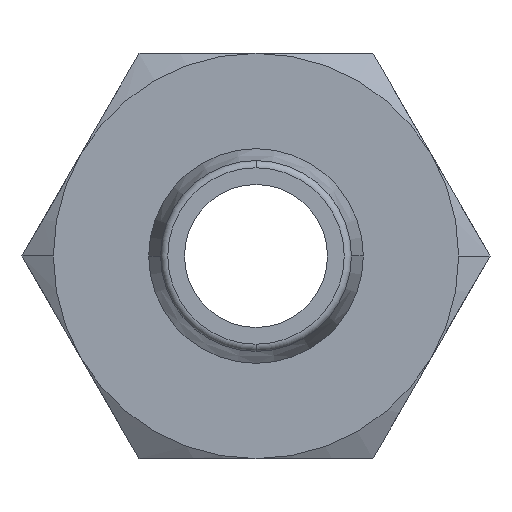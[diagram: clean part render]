
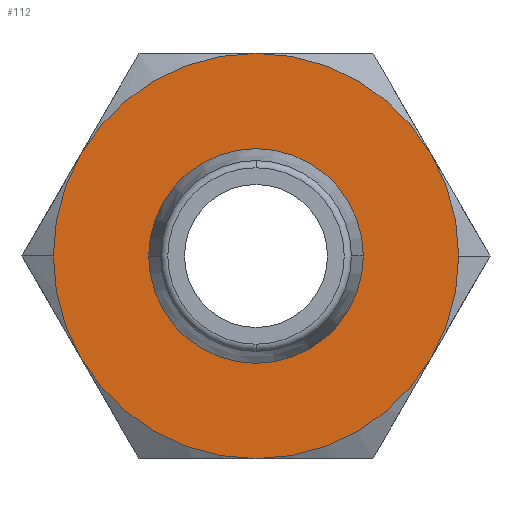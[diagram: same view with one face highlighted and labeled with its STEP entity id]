
A CAD part, front view. The second image highlights one B-rep face of the part: STEP entity #112.
In plain terms, the highlighted planar face has unit normal (0, -1, 0).
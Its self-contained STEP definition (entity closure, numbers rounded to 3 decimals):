
#112=ADVANCED_FACE('',(#240,#241),#242,.T.);
#240=FACE_OUTER_BOUND('',#383,.T.);
#241=FACE_BOUND('',#384,.T.);
#242=PLANE('',#385);
#383=EDGE_LOOP('',(#630,#631,#632,#633,#634,#635,#636,#637));
#384=EDGE_LOOP('',(#638,#639));
#385=AXIS2_PLACEMENT_3D('',#640,#641,#642);
#630=ORIENTED_EDGE('',*,*,#844,.T.);
#631=ORIENTED_EDGE('',*,*,#911,.T.);
#632=ORIENTED_EDGE('',*,*,#849,.T.);
#633=ORIENTED_EDGE('',*,*,#820,.T.);
#634=ORIENTED_EDGE('',*,*,#835,.T.);
#635=ORIENTED_EDGE('',*,*,#905,.T.);
#636=ORIENTED_EDGE('',*,*,#912,.T.);
#637=ORIENTED_EDGE('',*,*,#913,.T.);
#638=ORIENTED_EDGE('',*,*,#895,.F.);
#639=ORIENTED_EDGE('',*,*,#863,.F.);
#640=CARTESIAN_POINT('',(-4.25,14.0,0.0));
#641=DIRECTION('',(0.,-1.0,0.0));
#642=DIRECTION('',(-1.0,0.,0.0));
#820=EDGE_CURVE('',#961,#959,#962,.T.);
#835=EDGE_CURVE('',#959,#985,#988,.T.);
#844=EDGE_CURVE('',#1003,#1001,#1004,.T.);
#849=EDGE_CURVE('',#1007,#961,#1011,.T.);
#863=EDGE_CURVE('',#1031,#1033,#1034,.T.);
#895=EDGE_CURVE('',#1033,#1031,#1081,.T.);
#905=EDGE_CURVE('',#985,#1013,#1091,.T.);
#911=EDGE_CURVE('',#1001,#1007,#1097,.T.);
#912=EDGE_CURVE('',#1013,#1098,#1099,.T.);
#913=EDGE_CURVE('',#1098,#1003,#1100,.T.);
#959=VERTEX_POINT('',#1153);
#961=VERTEX_POINT('',#1166);
#962=CIRCLE('',#1167,8.5);
#985=VERTEX_POINT('',#1205);
#988=CIRCLE('',#1209,8.5);
#1001=VERTEX_POINT('',#1235);
#1003=VERTEX_POINT('',#1238);
#1004=CIRCLE('',#1239,8.5);
#1007=VERTEX_POINT('',#1253);
#1011=CIRCLE('',#1279,8.5);
#1013=VERTEX_POINT('',#1281);
#1031=VERTEX_POINT('',#1326);
#1033=VERTEX_POINT('',#1329);
#1034=CIRCLE('',#1330,4.5);
#1081=CIRCLE('',#1391,4.5);
#1091=CIRCLE('',#1403,8.5);
#1097=CIRCLE('',#1411,8.5);
#1098=VERTEX_POINT('',#1412);
#1099=CIRCLE('',#1413,8.5);
#1100=CIRCLE('',#1414,8.5);
#1153=CARTESIAN_POINT('',(7.361,14.0,-4.25));
#1166=CARTESIAN_POINT('',(0.,14.0,-8.5));
#1167=AXIS2_PLACEMENT_3D('',#1515,#1516,#1517);
#1205=CARTESIAN_POINT('',(8.5,14.0,0.));
#1209=AXIS2_PLACEMENT_3D('',#1538,#1539,#1540);
#1235=CARTESIAN_POINT('',(-8.5,14.0,0.));
#1238=CARTESIAN_POINT('',(-7.361,14.0,4.25));
#1239=AXIS2_PLACEMENT_3D('',#1550,#1551,#1552);
#1253=CARTESIAN_POINT('',(-7.361,14.0,-4.25));
#1279=AXIS2_PLACEMENT_3D('',#1553,#1554,#1555);
#1281=CARTESIAN_POINT('',(7.361,14.0,4.25));
#1326=CARTESIAN_POINT('',(4.5,14.0,0.));
#1329=CARTESIAN_POINT('',(-4.5,14.0,0.));
#1330=AXIS2_PLACEMENT_3D('',#1568,#1569,#1570);
#1391=AXIS2_PLACEMENT_3D('',#1615,#1616,#1617);
#1403=AXIS2_PLACEMENT_3D('',#1629,#1630,#1631);
#1411=AXIS2_PLACEMENT_3D('',#1637,#1638,#1639);
#1412=CARTESIAN_POINT('',(0.,14.0,8.5));
#1413=AXIS2_PLACEMENT_3D('',#1640,#1641,#1642);
#1414=AXIS2_PLACEMENT_3D('',#1643,#1644,#1645);
#1515=CARTESIAN_POINT('',(0.,14.0,0.0));
#1516=DIRECTION('',(0.,-1.0,0.0));
#1517=DIRECTION('',(-1.0,0.,0.0));
#1538=CARTESIAN_POINT('',(0.,14.0,0.0));
#1539=DIRECTION('',(0.,-1.0,0.0));
#1540=DIRECTION('',(-1.0,0.,0.0));
#1550=CARTESIAN_POINT('',(0.,14.0,0.0));
#1551=DIRECTION('',(0.,-1.0,0.0));
#1552=DIRECTION('',(-1.0,0.,0.0));
#1553=CARTESIAN_POINT('',(0.,14.0,0.0));
#1554=DIRECTION('',(0.,-1.0,0.0));
#1555=DIRECTION('',(-1.0,0.,0.0));
#1568=CARTESIAN_POINT('',(0.0,14.0,0.0));
#1569=DIRECTION('',(0.,-1.0,0.0));
#1570=DIRECTION('',(1.0,0.,0.0));
#1615=CARTESIAN_POINT('',(0.0,14.0,0.0));
#1616=DIRECTION('',(0.,-1.0,0.0));
#1617=DIRECTION('',(1.0,0.,0.0));
#1629=CARTESIAN_POINT('',(0.,14.0,0.0));
#1630=DIRECTION('',(0.,-1.0,0.0));
#1631=DIRECTION('',(-1.0,0.,0.0));
#1637=CARTESIAN_POINT('',(0.,14.0,0.0));
#1638=DIRECTION('',(0.,-1.0,0.0));
#1639=DIRECTION('',(-1.0,0.,0.0));
#1640=CARTESIAN_POINT('',(0.,14.0,0.0));
#1641=DIRECTION('',(0.,-1.0,0.0));
#1642=DIRECTION('',(-1.0,0.,0.0));
#1643=CARTESIAN_POINT('',(0.,14.0,0.0));
#1644=DIRECTION('',(0.,-1.0,0.0));
#1645=DIRECTION('',(-1.0,0.,0.0));
